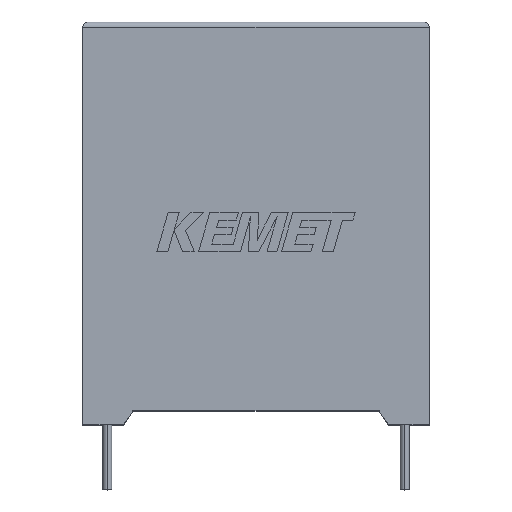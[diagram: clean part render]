
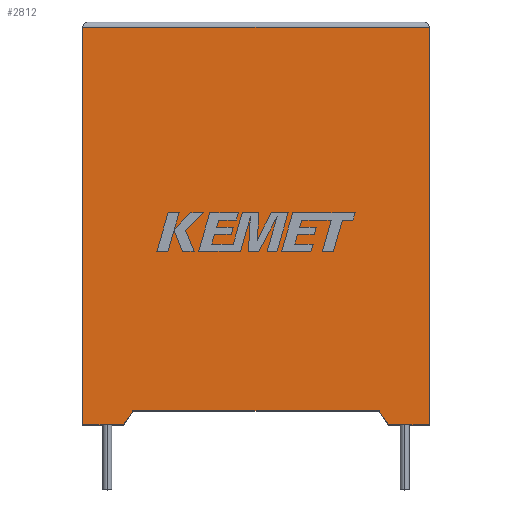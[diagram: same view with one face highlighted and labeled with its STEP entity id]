
A CAD part, top view. The second image highlights one B-rep face of the part: STEP entity #2812.
In plain terms, the highlighted planar face has unit normal (0, 0, 1).
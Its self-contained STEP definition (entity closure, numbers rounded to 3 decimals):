
#32 = EDGE_CURVE ( 'NONE', #1907, #2232, #2570, .T. ) ;
#76 = DIRECTION ( 'NONE',  ( 1., 0., 0. ) ) ;
#93 = CARTESIAN_POINT ( 'NONE',  ( 0., 0., 22.3 ) ) ;
#142 = VECTOR ( 'NONE', #2885, 1000. ) ;
#180 = CARTESIAN_POINT ( 'NONE',  ( 28.25, 0., 22.3 ) ) ;
#272 = CARTESIAN_POINT ( 'NONE',  ( 0., 0., 22.3 ) ) ;
#373 = EDGE_CURVE ( 'NONE', #2198, #1741, #2898, .T. ) ;
#423 = CARTESIAN_POINT ( 'NONE',  ( 27.361, 1.283, 22.3 ) ) ;
#427 = EDGE_LOOP ( 'NONE', ( #921, #1585, #1625, #1247, #1186, #2358, #1230, #891 ) ) ;
#593 = LINE ( 'NONE', #2098, #1159 ) ;
#618 = EDGE_CURVE ( 'NONE', #2198, #2281, #3043, .T. ) ;
#631 = PLANE ( 'NONE',  #2114 ) ;
#687 = CARTESIAN_POINT ( 'NONE',  ( 0., 36.7, 22.3 ) ) ;
#858 = DIRECTION ( 'NONE',  ( -0.569, -0.822, 0. ) ) ;
#872 = DIRECTION ( 'NONE',  ( 0., -1., 0. ) ) ;
#886 = CARTESIAN_POINT ( 'NONE',  ( 0., 0., 22.3 ) ) ;
#891 = ORIENTED_EDGE ( 'NONE', *, *, #2478, .T. ) ;
#900 = DIRECTION ( 'NONE',  ( -1., 0., 0. ) ) ;
#921 = ORIENTED_EDGE ( 'NONE', *, *, #1541, .T. ) ;
#933 = VECTOR ( 'NONE', #76, 1000. ) ;
#1012 = EDGE_CURVE ( 'NONE', #2395, #1907, #2736, .T. ) ;
#1159 = VECTOR ( 'NONE', #1386, 1000. ) ;
#1170 = EDGE_CURVE ( 'NONE', #2232, #2865, #2816, .T. ) ;
#1186 = ORIENTED_EDGE ( 'NONE', *, *, #2588, .F. ) ;
#1226 = CARTESIAN_POINT ( 'NONE',  ( 28.25, 0., 22.3 ) ) ;
#1230 = ORIENTED_EDGE ( 'NONE', *, *, #373, .T. ) ;
#1247 = ORIENTED_EDGE ( 'NONE', *, *, #1170, .T. ) ;
#1273 = CARTESIAN_POINT ( 'NONE',  ( 3.75, 0., 22.3 ) ) ;
#1291 = CARTESIAN_POINT ( 'NONE',  ( 0., 0., 22.3 ) ) ;
#1386 = DIRECTION ( 'NONE',  ( 0., 1., 0. ) ) ;
#1451 = DIRECTION ( 'NONE',  ( 0.569, -0.822, 0. ) ) ;
#1541 = EDGE_CURVE ( 'NONE', #1906, #2395, #593, .T. ) ;
#1585 = ORIENTED_EDGE ( 'NONE', *, *, #1012, .T. ) ;
#1598 = CARTESIAN_POINT ( 'NONE',  ( 0., 36.7, 22.3 ) ) ;
#1606 = CARTESIAN_POINT ( 'NONE',  ( 0., 0., 22.3 ) ) ;
#1625 = ORIENTED_EDGE ( 'NONE', *, *, #32, .T. ) ;
#1680 = VECTOR ( 'NONE', #858, 1000. ) ;
#1741 = VERTEX_POINT ( 'NONE', #180 ) ;
#1776 = CARTESIAN_POINT ( 'NONE',  ( 16., 1.283, 22.3 ) ) ;
#1840 = CARTESIAN_POINT ( 'NONE',  ( 3.75, 0., 22.3 ) ) ;
#1845 = VECTOR ( 'NONE', #872, 1000. ) ;
#1906 = VERTEX_POINT ( 'NONE', #2590 ) ;
#1907 = VERTEX_POINT ( 'NONE', #687 ) ;
#2062 = DIRECTION ( 'NONE',  ( -1., 0., 0. ) ) ;
#2098 = CARTESIAN_POINT ( 'NONE',  ( 32., 0., 22.3 ) ) ;
#2113 = VECTOR ( 'NONE', #900, 1000. ) ;
#2114 = AXIS2_PLACEMENT_3D ( 'NONE', #886, #2288, #2062 ) ;
#2198 = VERTEX_POINT ( 'NONE', #423 ) ;
#2206 = FACE_OUTER_BOUND ( 'NONE', #427, .T. ) ;
#2232 = VERTEX_POINT ( 'NONE', #1291 ) ;
#2281 = VERTEX_POINT ( 'NONE', #2625 ) ;
#2288 = DIRECTION ( 'NONE',  ( 0., 0., -1. ) ) ;
#2320 = LINE ( 'NONE', #1273, #1680 ) ;
#2324 = LINE ( 'NONE', #93, #933 ) ;
#2358 = ORIENTED_EDGE ( 'NONE', *, *, #618, .F. ) ;
#2395 = VERTEX_POINT ( 'NONE', #2679 ) ;
#2454 = VECTOR ( 'NONE', #2905, 1000. ) ;
#2478 = EDGE_CURVE ( 'NONE', #1741, #1906, #2324, .T. ) ;
#2570 = LINE ( 'NONE', #1606, #1845 ) ;
#2588 = EDGE_CURVE ( 'NONE', #2281, #2865, #2320, .T. ) ;
#2590 = CARTESIAN_POINT ( 'NONE',  ( 32., 0., 22.3 ) ) ;
#2613 = VECTOR ( 'NONE', #1451, 1000. ) ;
#2625 = CARTESIAN_POINT ( 'NONE',  ( 4.639, 1.283, 22.3 ) ) ;
#2679 = CARTESIAN_POINT ( 'NONE',  ( 32., 36.7, 22.3 ) ) ;
#2736 = LINE ( 'NONE', #1598, #2113 ) ;
#2812 = ADVANCED_FACE ( 'NONE', ( #2206 ), #631, .F. ) ;
#2816 = LINE ( 'NONE', #272, #142 ) ;
#2865 = VERTEX_POINT ( 'NONE', #1840 ) ;
#2885 = DIRECTION ( 'NONE',  ( 1., 0., 0. ) ) ;
#2898 = LINE ( 'NONE', #1226, #2613 ) ;
#2905 = DIRECTION ( 'NONE',  ( -1., 0., 0. ) ) ;
#3043 = LINE ( 'NONE', #1776, #2454 ) ;
